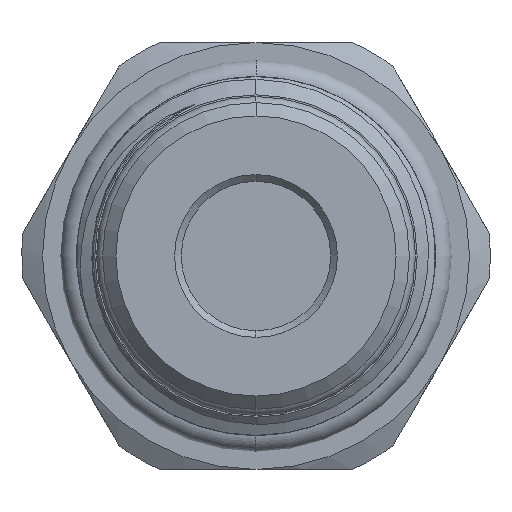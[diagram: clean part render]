
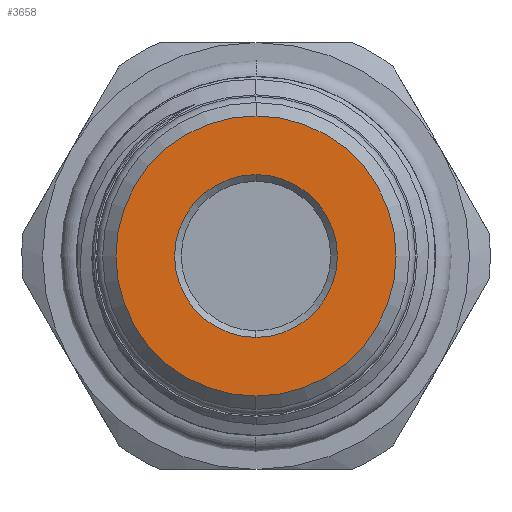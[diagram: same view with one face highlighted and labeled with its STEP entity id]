
A CAD part, left-side view. The second image highlights one B-rep face of the part: STEP entity #3658.
In plain terms, the highlighted planar face has unit normal (-1, 0, 0).
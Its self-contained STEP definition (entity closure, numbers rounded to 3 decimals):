
#337 = DIRECTION ( 'NONE',  ( 0., 0., 1. ) ) ;
#463 = AXIS2_PLACEMENT_3D ( 'NONE', #12962, #11880, #1461 ) ;
#1272 = DIRECTION ( 'NONE',  ( 1., 0., 0. ) ) ;
#1287 = VERTEX_POINT ( 'NONE', #9152 ) ;
#1461 = DIRECTION ( 'NONE',  ( 0., 0., 1. ) ) ;
#1502 = CARTESIAN_POINT ( 'NONE',  ( 1.5, 0., 0. ) ) ;
#1541 = DIRECTION ( 'NONE',  ( 0., 0., 1. ) ) ;
#2203 = VERTEX_POINT ( 'NONE', #10715 ) ;
#2443 = CIRCLE ( 'NONE', #11068, 10.5 ) ;
#2538 = DIRECTION ( 'NONE',  ( 0., 0., 1. ) ) ;
#2604 = DIRECTION ( 'NONE',  ( 1., 0., 0. ) ) ;
#2669 = DIRECTION ( 'NONE',  ( 0., 0., 1. ) ) ;
#2798 = CARTESIAN_POINT ( 'NONE',  ( 1.5, 0., 10.5 ) ) ;
#3007 = ORIENTED_EDGE ( 'NONE', *, *, #14467, .T. ) ;
#3658 = ADVANCED_FACE ( 'NONE', ( #9941, #14237 ), #11837, .F. ) ;
#3830 = DIRECTION ( 'NONE',  ( -1., 0., 0. ) ) ;
#4844 = CARTESIAN_POINT ( 'NONE',  ( 1.5, 0., 0. ) ) ;
#4923 = CIRCLE ( 'NONE', #13002, 6.1 ) ;
#6326 = EDGE_CURVE ( 'NONE', #2203, #1287, #11990, .T. ) ;
#6717 = VERTEX_POINT ( 'NONE', #6897 ) ;
#6794 = EDGE_CURVE ( 'NONE', #1287, #2203, #4923, .T. ) ;
#6897 = CARTESIAN_POINT ( 'NONE',  ( 1.5, 0., -10.5 ) ) ;
#6935 = ORIENTED_EDGE ( 'NONE', *, *, #6794, .T. ) ;
#7325 = DIRECTION ( 'NONE',  ( -1., 0., 0. ) ) ;
#8215 = AXIS2_PLACEMENT_3D ( 'NONE', #10585, #2604, #337 ) ;
#9152 = CARTESIAN_POINT ( 'NONE',  ( 1.5, 0., 6.1 ) ) ;
#9886 = VERTEX_POINT ( 'NONE', #2798 ) ;
#9941 = FACE_OUTER_BOUND ( 'NONE', #12732, .T. ) ;
#10342 = EDGE_CURVE ( 'NONE', #9886, #6717, #10590, .T. ) ;
#10585 = CARTESIAN_POINT ( 'NONE',  ( 1.5, 0., 0. ) ) ;
#10590 = CIRCLE ( 'NONE', #13136, 10.5 ) ;
#10715 = CARTESIAN_POINT ( 'NONE',  ( 1.5, 0., -6.1 ) ) ;
#11068 = AXIS2_PLACEMENT_3D ( 'NONE', #11868, #7325, #1541 ) ;
#11837 = PLANE ( 'NONE',  #463 ) ;
#11868 = CARTESIAN_POINT ( 'NONE',  ( 1.5, 0., 0. ) ) ;
#11880 = DIRECTION ( 'NONE',  ( 1., 0., 0. ) ) ;
#11990 = CIRCLE ( 'NONE', #8215, 6.1 ) ;
#12732 = EDGE_LOOP ( 'NONE', ( #13700, #3007 ) ) ;
#12962 = CARTESIAN_POINT ( 'NONE',  ( 1.5, 0., 0. ) ) ;
#13002 = AXIS2_PLACEMENT_3D ( 'NONE', #4844, #1272, #2538 ) ;
#13136 = AXIS2_PLACEMENT_3D ( 'NONE', #1502, #3830, #2669 ) ;
#13700 = ORIENTED_EDGE ( 'NONE', *, *, #10342, .T. ) ;
#13729 = EDGE_LOOP ( 'NONE', ( #13874, #6935 ) ) ;
#13874 = ORIENTED_EDGE ( 'NONE', *, *, #6326, .T. ) ;
#14237 = FACE_BOUND ( 'NONE', #13729, .T. ) ;
#14467 = EDGE_CURVE ( 'NONE', #6717, #9886, #2443, .T. ) ;
